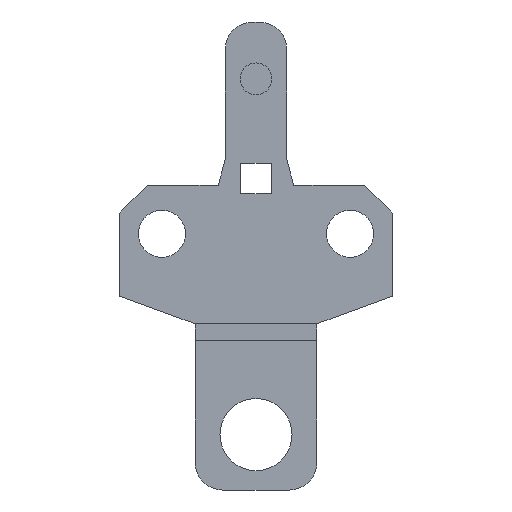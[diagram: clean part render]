
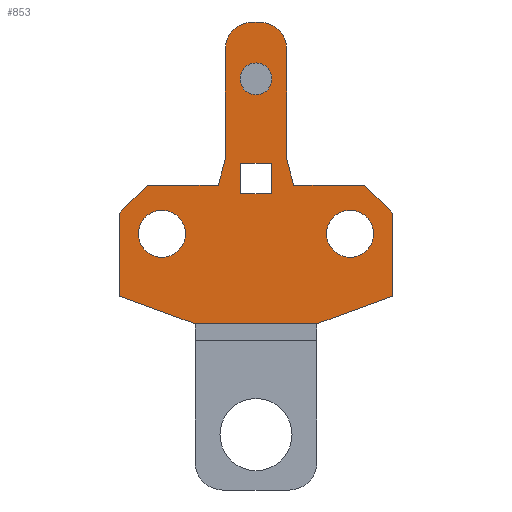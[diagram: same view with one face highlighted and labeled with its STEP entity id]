
A CAD part, front view. The second image highlights one B-rep face of the part: STEP entity #853.
In plain terms, the highlighted planar face has unit normal (0, -1, 0).
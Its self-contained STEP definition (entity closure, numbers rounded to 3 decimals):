
#37=FACE_BOUND('',#140,.T.);
#38=FACE_BOUND('',#141,.T.);
#39=FACE_BOUND('',#142,.T.);
#40=FACE_BOUND('',#143,.T.);
#48=CIRCLE('',#916,1.15);
#57=CIRCLE('',#940,2.);
#58=CIRCLE('',#941,2.);
#59=CIRCLE('',#942,1.7);
#60=CIRCLE('',#943,1.7);
#90=FACE_OUTER_BOUND('',#139,.T.);
#139=EDGE_LOOP('',(#685,#686,#687,#688,#689,#690,#691,#692,#693,#694,#695,
#696,#697,#698,#699,#700));
#140=EDGE_LOOP('',(#701,#702,#703,#704));
#141=EDGE_LOOP('',(#705));
#142=EDGE_LOOP('',(#706));
#143=EDGE_LOOP('',(#707));
#165=LINE('',#1211,#260);
#171=LINE('',#1222,#266);
#174=LINE('',#1230,#269);
#182=LINE('',#1245,#277);
#198=LINE('',#1293,#293);
#202=LINE('',#1300,#297);
#205=LINE('',#1306,#300);
#209=LINE('',#1312,#304);
#210=LINE('',#1315,#305);
#217=LINE('',#1441,#312);
#223=LINE('',#1456,#318);
#236=LINE('',#1486,#331);
#237=LINE('',#1488,#332);
#238=LINE('',#1489,#333);
#239=LINE('',#1493,#334);
#240=LINE('',#1496,#335);
#241=LINE('',#1498,#336);
#242=LINE('',#1499,#337);
#260=VECTOR('',#972,10.);
#266=VECTOR('',#980,10.);
#269=VECTOR('',#985,10.);
#277=VECTOR('',#995,10.);
#293=VECTOR('',#1033,10.);
#297=VECTOR('',#1039,10.);
#300=VECTOR('',#1044,10.);
#304=VECTOR('',#1050,10.);
#305=VECTOR('',#1053,10.);
#312=VECTOR('',#1090,10.);
#318=VECTOR('',#1104,10.);
#331=VECTOR('',#1129,10.);
#332=VECTOR('',#1130,10.);
#333=VECTOR('',#1131,10.);
#334=VECTOR('',#1134,10.);
#335=VECTOR('',#1137,10.);
#336=VECTOR('',#1138,10.);
#337=VECTOR('',#1139,10.);
#355=VERTEX_POINT('',#1208);
#356=VERTEX_POINT('',#1210);
#360=VERTEX_POINT('',#1220);
#363=VERTEX_POINT('',#1227);
#364=VERTEX_POINT('',#1229);
#370=VERTEX_POINT('',#1243);
#390=VERTEX_POINT('',#1291);
#391=VERTEX_POINT('',#1292);
#393=VERTEX_POINT('',#1299);
#395=VERTEX_POINT('',#1305);
#397=VERTEX_POINT('',#1314);
#398=VERTEX_POINT('',#1319);
#406=VERTEX_POINT('',#1440);
#410=VERTEX_POINT('',#1454);
#411=VERTEX_POINT('',#1455);
#422=VERTEX_POINT('',#1485);
#423=VERTEX_POINT('',#1487);
#424=VERTEX_POINT('',#1490);
#425=VERTEX_POINT('',#1492);
#426=VERTEX_POINT('',#1495);
#427=VERTEX_POINT('',#1497);
#428=VERTEX_POINT('',#1500);
#429=VERTEX_POINT('',#1502);
#434=EDGE_CURVE('',#355,#356,#165,.T.);
#440=EDGE_CURVE('',#360,#355,#171,.T.);
#443=EDGE_CURVE('',#363,#364,#174,.T.);
#451=EDGE_CURVE('',#370,#363,#182,.T.);
#474=EDGE_CURVE('',#390,#391,#198,.T.);
#478=EDGE_CURVE('',#391,#393,#202,.T.);
#481=EDGE_CURVE('',#393,#395,#205,.T.);
#485=EDGE_CURVE('',#395,#390,#209,.T.);
#486=EDGE_CURVE('',#364,#397,#210,.T.);
#489=EDGE_CURVE('',#398,#398,#48,.T.);
#503=EDGE_CURVE('',#356,#406,#217,.T.);
#510=EDGE_CURVE('',#410,#411,#223,.T.);
#525=EDGE_CURVE('',#422,#411,#236,.T.);
#526=EDGE_CURVE('',#423,#422,#237,.T.);
#527=EDGE_CURVE('',#397,#423,#238,.T.);
#528=EDGE_CURVE('',#424,#370,#57,.T.);
#529=EDGE_CURVE('',#425,#424,#239,.T.);
#530=EDGE_CURVE('',#406,#425,#58,.T.);
#531=EDGE_CURVE('',#426,#360,#240,.T.);
#532=EDGE_CURVE('',#427,#426,#241,.T.);
#533=EDGE_CURVE('',#410,#427,#242,.T.);
#534=EDGE_CURVE('',#428,#428,#59,.T.);
#535=EDGE_CURVE('',#429,#429,#60,.T.);
#685=ORIENTED_EDGE('',*,*,#510,.T.);
#686=ORIENTED_EDGE('',*,*,#525,.F.);
#687=ORIENTED_EDGE('',*,*,#526,.F.);
#688=ORIENTED_EDGE('',*,*,#527,.F.);
#689=ORIENTED_EDGE('',*,*,#486,.F.);
#690=ORIENTED_EDGE('',*,*,#443,.F.);
#691=ORIENTED_EDGE('',*,*,#451,.F.);
#692=ORIENTED_EDGE('',*,*,#528,.F.);
#693=ORIENTED_EDGE('',*,*,#529,.F.);
#694=ORIENTED_EDGE('',*,*,#530,.F.);
#695=ORIENTED_EDGE('',*,*,#503,.F.);
#696=ORIENTED_EDGE('',*,*,#434,.F.);
#697=ORIENTED_EDGE('',*,*,#440,.F.);
#698=ORIENTED_EDGE('',*,*,#531,.F.);
#699=ORIENTED_EDGE('',*,*,#532,.F.);
#700=ORIENTED_EDGE('',*,*,#533,.F.);
#701=ORIENTED_EDGE('',*,*,#481,.T.);
#702=ORIENTED_EDGE('',*,*,#485,.T.);
#703=ORIENTED_EDGE('',*,*,#474,.T.);
#704=ORIENTED_EDGE('',*,*,#478,.T.);
#705=ORIENTED_EDGE('',*,*,#489,.T.);
#706=ORIENTED_EDGE('',*,*,#534,.F.);
#707=ORIENTED_EDGE('',*,*,#535,.F.);
#815=PLANE('',#939);
#853=ADVANCED_FACE('',(#90,#37,#38,#39,#40),#815,.F.);
#916=AXIS2_PLACEMENT_3D('',#1320,#1058,#1059);
#939=AXIS2_PLACEMENT_3D('',#1484,#1127,#1128);
#940=AXIS2_PLACEMENT_3D('',#1491,#1132,#1133);
#941=AXIS2_PLACEMENT_3D('',#1494,#1135,#1136);
#942=AXIS2_PLACEMENT_3D('',#1501,#1140,#1141);
#943=AXIS2_PLACEMENT_3D('',#1503,#1142,#1143);
#972=DIRECTION('',(0.259,0.,0.966));
#980=DIRECTION('',(1.,0.,0.));
#985=DIRECTION('',(0.259,0.,-0.966));
#995=DIRECTION('',(0.,0.,-1.));
#1033=DIRECTION('',(0.,0.,1.));
#1039=DIRECTION('',(1.,0.,0.));
#1044=DIRECTION('',(0.,0.,-1.));
#1050=DIRECTION('',(-1.,0.,0.));
#1053=DIRECTION('',(1.,0.,0.));
#1058=DIRECTION('center_axis',(0.,1.,0.));
#1059=DIRECTION('ref_axis',(1.,0.,0.));
#1090=DIRECTION('',(0.,0.,1.));
#1104=DIRECTION('',(1.,0.,0.));
#1127=DIRECTION('center_axis',(0.,1.,0.));
#1128=DIRECTION('ref_axis',(0.,0.,1.));
#1129=DIRECTION('',(-0.939,0.,-0.345));
#1130=DIRECTION('',(0.,0.,-1.));
#1131=DIRECTION('',(0.707,0.,-0.707));
#1132=DIRECTION('center_axis',(0.,1.,0.));
#1133=DIRECTION('ref_axis',(0.,0.,1.));
#1134=DIRECTION('',(1.,0.,0.));
#1135=DIRECTION('center_axis',(0.,1.,0.));
#1136=DIRECTION('ref_axis',(-1.,0.,0.));
#1137=DIRECTION('',(0.707,0.,0.707));
#1138=DIRECTION('',(0.,0.,1.));
#1139=DIRECTION('',(-0.939,0.,0.345));
#1140=DIRECTION('center_axis',(0.,-1.,0.));
#1141=DIRECTION('ref_axis',(1.,0.,0.));
#1142=DIRECTION('center_axis',(0.,-1.,0.));
#1143=DIRECTION('ref_axis',(1.,0.,0.));
#1208=CARTESIAN_POINT('',(-2.727,0.,4.999));
#1210=CARTESIAN_POINT('',(-2.227,0.,6.865));
#1211=CARTESIAN_POINT('',(-3.886,0.,0.675));
#1220=CARTESIAN_POINT('',(-7.848,0.,4.999));
#1222=CARTESIAN_POINT('',(-7.848,0.,4.999));
#1227=CARTESIAN_POINT('',(2.227,0.,6.865));
#1229=CARTESIAN_POINT('',(2.727,0.,4.999));
#1230=CARTESIAN_POINT('',(3.886,0.,0.675));
#1243=CARTESIAN_POINT('',(2.227,0.,14.794));
#1245=CARTESIAN_POINT('',(2.227,0.,14.794));
#1291=CARTESIAN_POINT('',(-1.1,0.,4.399));
#1292=CARTESIAN_POINT('',(-1.1,0.,6.599));
#1293=CARTESIAN_POINT('',(-1.1,0.,-0.801));
#1299=CARTESIAN_POINT('',(1.1,0.,6.599));
#1300=CARTESIAN_POINT('',(-0.55,0.,6.599));
#1305=CARTESIAN_POINT('',(1.1,0.,4.399));
#1306=CARTESIAN_POINT('',(1.1,0.,0.299));
#1312=CARTESIAN_POINT('',(0.55,0.,4.399));
#1314=CARTESIAN_POINT('',(7.848,0.,4.999));
#1315=CARTESIAN_POINT('',(-7.848,0.,4.999));
#1319=CARTESIAN_POINT('',(-1.15,0.,12.69));
#1320=CARTESIAN_POINT('Origin',(0.,0.,12.69));
#1440=CARTESIAN_POINT('',(-2.227,0.,14.794));
#1441=CARTESIAN_POINT('',(-2.227,0.,4.999));
#1454=CARTESIAN_POINT('',(-4.4,0.,-5.001));
#1455=CARTESIAN_POINT('',(4.4,0.,-5.001));
#1456=CARTESIAN_POINT('',(-2.2,0.,-5.001));
#1484=CARTESIAN_POINT('Origin',(0.,0.,-6.001));
#1485=CARTESIAN_POINT('',(9.848,0.,-3.));
#1486=CARTESIAN_POINT('',(9.848,0.,-3.));
#1487=CARTESIAN_POINT('',(9.848,0.,2.999));
#1488=CARTESIAN_POINT('',(9.848,0.,2.999));
#1489=CARTESIAN_POINT('',(7.848,0.,4.999));
#1490=CARTESIAN_POINT('',(0.227,0.,16.794));
#1491=CARTESIAN_POINT('Origin',(0.227,0.,14.794));
#1492=CARTESIAN_POINT('',(-0.227,0.,16.794));
#1493=CARTESIAN_POINT('',(-0.227,0.,16.794));
#1494=CARTESIAN_POINT('Origin',(-0.227,0.,14.794));
#1495=CARTESIAN_POINT('',(-9.848,0.,2.999));
#1496=CARTESIAN_POINT('',(-9.848,0.,2.999));
#1497=CARTESIAN_POINT('',(-9.848,0.,-3.));
#1498=CARTESIAN_POINT('',(-9.848,0.,-3.));
#1499=CARTESIAN_POINT('',(-4.4,0.,-5.001));
#1500=CARTESIAN_POINT('',(5.094,0.,1.499));
#1501=CARTESIAN_POINT('Origin',(6.794,0.,1.499));
#1502=CARTESIAN_POINT('',(-8.494,0.,1.499));
#1503=CARTESIAN_POINT('Origin',(-6.794,0.,1.499));
